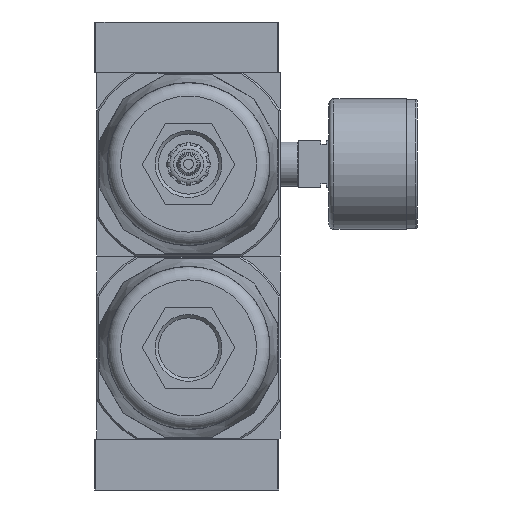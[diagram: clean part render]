
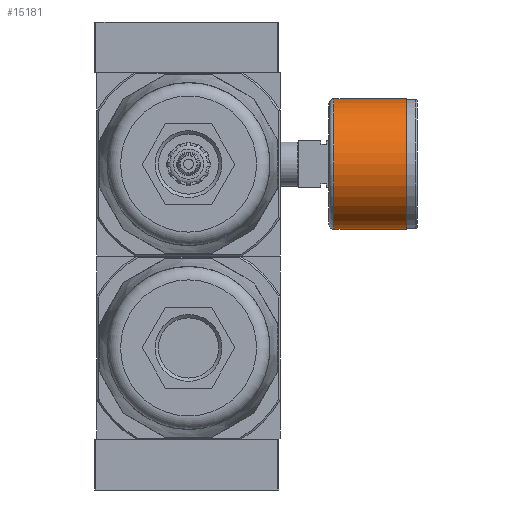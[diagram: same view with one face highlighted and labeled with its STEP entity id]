
A CAD part, front view. The second image highlights one B-rep face of the part: STEP entity #15181.
In plain terms, the highlighted cylindrical face has radius 19.5 mm (diameter 39 mm), a full revolution.
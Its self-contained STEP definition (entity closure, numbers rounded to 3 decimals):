
#883=CYLINDRICAL_SURFACE('',#21119,19.5);
#5118=ORIENTED_EDGE('',*,*,#8461,.F.);
#5119=ORIENTED_EDGE('',*,*,#8462,.T.);
#8461=EDGE_CURVE('',#10335,#10335,#11501,.T.);
#8462=EDGE_CURVE('',#10336,#10336,#11502,.T.);
#10335=VERTEX_POINT('',#29571);
#10336=VERTEX_POINT('',#29574);
#11501=CIRCLE('',#21118,19.5);
#11502=CIRCLE('',#21120,19.5);
#12462=EDGE_LOOP('',(#5118));
#12463=EDGE_LOOP('',(#5119));
#13637=FACE_BOUND('',#12462,.T.);
#13638=FACE_BOUND('',#12463,.T.);
#15181=ADVANCED_FACE('',(#13637,#13638),#883,.T.);
#21118=AXIS2_PLACEMENT_3D('',#29570,#24168,#24169);
#21119=AXIS2_PLACEMENT_3D('',#29572,#24170,#24171);
#21120=AXIS2_PLACEMENT_3D('',#29573,#24172,#24173);
#24168=DIRECTION('',(1.,0.,0.));
#24169=DIRECTION('',(0.,0.,-1.));
#24170=DIRECTION('',(1.,0.,0.));
#24171=DIRECTION('',(0.,0.,-1.));
#24172=DIRECTION('',(1.,0.,0.));
#24173=DIRECTION('',(0.,0.,-1.));
#29570=CARTESIAN_POINT('',(-3.2,0.,0.));
#29571=CARTESIAN_POINT('',(-3.2,0.,-19.5));
#29572=CARTESIAN_POINT('',(0.,0.,0.));
#29573=CARTESIAN_POINT('',(-24.85,0.,0.));
#29574=CARTESIAN_POINT('',(-24.85,0.,-19.5));
